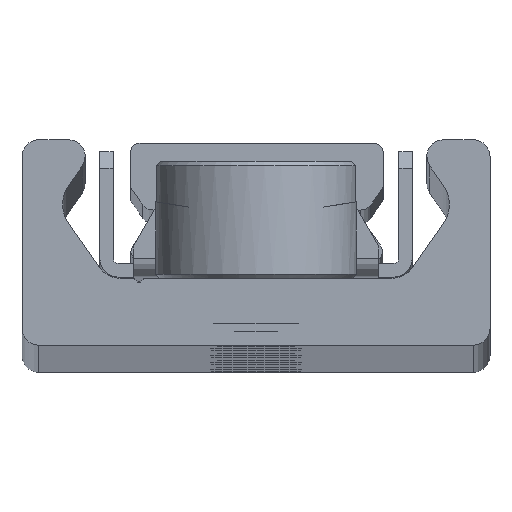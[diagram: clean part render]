
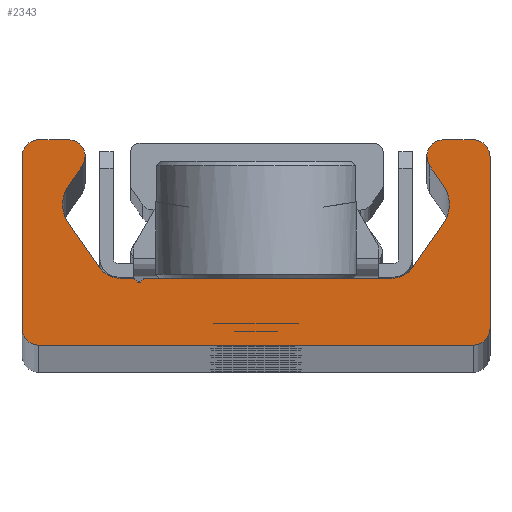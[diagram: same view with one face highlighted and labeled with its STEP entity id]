
A CAD part, top view. The second image highlights one B-rep face of the part: STEP entity #2343.
In plain terms, the highlighted planar face has unit normal (0, 0, 1).
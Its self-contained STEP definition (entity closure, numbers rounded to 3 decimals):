
#1431=CARTESIAN_POINT('',(-13.0,0.0,930.0));
#1432=VERTEX_POINT('',#1431);
#1433=CARTESIAN_POINT('',(-14.,1.0,930.0));
#1434=VERTEX_POINT('',#1433);
#1435=CARTESIAN_POINT('',(-13.0,1.0,930.0));
#1436=DIRECTION('',(0.0,0.0,-1.0));
#1437=DIRECTION('',(-1.0,0.0,0.0));
#1438=AXIS2_PLACEMENT_3D('',#1435,#1436,#1437);
#1439=CIRCLE('',#1438,1.0);
#1440=EDGE_CURVE('',#1432,#1434,#1439,.T.);
#1473=CARTESIAN_POINT('',(-14.,11.3,930.0));
#1474=VERTEX_POINT('',#1473);
#1475=CARTESIAN_POINT('',(-14.,1.0,930.0));
#1476=DIRECTION('',(0.0,1.0,0.0));
#1477=VECTOR('',#1476,10.3);
#1478=LINE('',#1475,#1477);
#1479=EDGE_CURVE('',#1434,#1474,#1478,.T.);
#1504=CARTESIAN_POINT('',(-13.0,12.3,930.0));
#1505=VERTEX_POINT('',#1504);
#1506=CARTESIAN_POINT('',(-13.0,11.3,930.0));
#1507=DIRECTION('',(0.0,0.0,-1.0));
#1508=DIRECTION('',(0.0,1.0,0.0));
#1509=AXIS2_PLACEMENT_3D('',#1506,#1507,#1508);
#1510=CIRCLE('',#1509,1.0);
#1511=EDGE_CURVE('',#1474,#1505,#1510,.T.);
#1537=CARTESIAN_POINT('',(-11.214,12.3,930.0));
#1538=VERTEX_POINT('',#1537);
#1539=CARTESIAN_POINT('',(-13.0,12.3,930.0));
#1540=DIRECTION('',(1.0,0.0,0.0));
#1541=VECTOR('',#1540,1.786);
#1542=LINE('',#1539,#1541);
#1543=EDGE_CURVE('',#1505,#1538,#1542,.T.);
#1568=CARTESIAN_POINT('',(-10.395,10.726,930.0));
#1569=VERTEX_POINT('',#1568);
#1570=CARTESIAN_POINT('',(-11.214,11.3,930.0));
#1571=DIRECTION('',(0.0,0.0,-1.0));
#1572=DIRECTION('',(0.819,-0.574,0.0));
#1573=AXIS2_PLACEMENT_3D('',#1570,#1571,#1572);
#1574=CIRCLE('',#1573,1.0);
#1575=EDGE_CURVE('',#1538,#1569,#1574,.T.);
#1601=CARTESIAN_POINT('',(-11.206,9.567,930.0));
#1602=VERTEX_POINT('',#1601);
#1603=CARTESIAN_POINT('',(-10.395,10.726,930.0));
#1604=DIRECTION('',(-0.574,-0.819,0.0));
#1605=VECTOR('',#1604,1.415);
#1606=LINE('',#1603,#1605);
#1607=EDGE_CURVE('',#1569,#1602,#1606,.T.);
#1632=CARTESIAN_POINT('',(-11.206,7.273,930.0));
#1633=VERTEX_POINT('',#1632);
#1634=CARTESIAN_POINT('',(-9.568,8.42,930.0));
#1635=DIRECTION('',(0.0,0.0,1.0));
#1636=DIRECTION('',(0.819,-0.574,0.0));
#1637=AXIS2_PLACEMENT_3D('',#1634,#1635,#1636);
#1638=CIRCLE('',#1637,2.0);
#1639=EDGE_CURVE('',#1602,#1633,#1638,.T.);
#1665=CARTESIAN_POINT('',(-9.363,4.64,930.0));
#1666=VERTEX_POINT('',#1665);
#1667=CARTESIAN_POINT('',(-11.206,7.273,930.0));
#1668=DIRECTION('',(0.574,-0.819,0.0));
#1669=VECTOR('',#1668,3.215);
#1670=LINE('',#1667,#1669);
#1671=EDGE_CURVE('',#1633,#1666,#1670,.T.);
#1696=CARTESIAN_POINT('',(-8.134,4.0,930.0));
#1697=VERTEX_POINT('',#1696);
#1698=CARTESIAN_POINT('',(-8.134,5.5,930.0));
#1699=DIRECTION('',(0.0,0.0,1.0));
#1700=DIRECTION('',(0.819,0.574,0.0));
#1701=AXIS2_PLACEMENT_3D('',#1698,#1699,#1700);
#1702=CIRCLE('',#1701,1.5);
#1703=EDGE_CURVE('',#1666,#1697,#1702,.T.);
#1729=CARTESIAN_POINT('',(-7.335,4.,930.0));
#1730=VERTEX_POINT('',#1729);
#1731=CARTESIAN_POINT('',(-8.134,4.0,930.0));
#1732=DIRECTION('',(1.0,0.0,0.0));
#1733=VECTOR('',#1732,0.798);
#1734=LINE('',#1731,#1733);
#1735=EDGE_CURVE('',#1697,#1730,#1734,.T.);
#1760=CARTESIAN_POINT('',(-7.24,3.929,930.0));
#1761=VERTEX_POINT('',#1760);
#1762=CARTESIAN_POINT('',(-7.335,3.9,930.0));
#1763=DIRECTION('',(0.0,0.0,-1.));
#1764=DIRECTION('',(0.958,0.286,0.0));
#1765=AXIS2_PLACEMENT_3D('',#1762,#1763,#1764);
#1766=CIRCLE('',#1765,0.1);
#1767=EDGE_CURVE('',#1730,#1761,#1766,.T.);
#1793=CARTESIAN_POINT('',(-6.76,3.929,930.0));
#1794=VERTEX_POINT('',#1793);
#1795=CARTESIAN_POINT('',(-7.,4.0,930.0));
#1796=DIRECTION('',(0.0,0.0,1.));
#1797=DIRECTION('',(0.958,0.286,0.0));
#1798=AXIS2_PLACEMENT_3D('',#1795,#1796,#1797);
#1799=CIRCLE('',#1798,0.25);
#1800=EDGE_CURVE('',#1761,#1794,#1799,.T.);
#1826=CARTESIAN_POINT('',(-6.665,4.,930.0));
#1827=VERTEX_POINT('',#1826);
#1828=CARTESIAN_POINT('',(-6.665,3.9,930.0));
#1829=DIRECTION('',(0.0,0.0,-1.0));
#1830=DIRECTION('',(0.0,1.0,0.0));
#1831=AXIS2_PLACEMENT_3D('',#1828,#1829,#1830);
#1832=CIRCLE('',#1831,0.1);
#1833=EDGE_CURVE('',#1794,#1827,#1832,.T.);
#1859=CARTESIAN_POINT('',(8.134,4.,930.0));
#1860=VERTEX_POINT('',#1859);
#1861=CARTESIAN_POINT('',(-6.665,4.,930.0));
#1862=DIRECTION('',(1.0,0.0,0.0));
#1863=VECTOR('',#1862,14.798);
#1864=LINE('',#1861,#1863);
#1865=EDGE_CURVE('',#1827,#1860,#1864,.T.);
#1932=CARTESIAN_POINT('',(9.363,4.64,930.0));
#1933=VERTEX_POINT('',#1932);
#1934=CARTESIAN_POINT('',(8.134,5.5,930.0));
#1935=DIRECTION('',(0.0,0.0,1.0));
#1936=DIRECTION('',(0.0,1.0,0.0));
#1937=AXIS2_PLACEMENT_3D('',#1934,#1935,#1936);
#1938=CIRCLE('',#1937,1.5);
#1939=EDGE_CURVE('',#1860,#1933,#1938,.T.);
#1965=CARTESIAN_POINT('',(11.206,7.273,930.0));
#1966=VERTEX_POINT('',#1965);
#1967=CARTESIAN_POINT('',(9.363,4.64,930.0));
#1968=DIRECTION('',(0.574,0.819,0.0));
#1969=VECTOR('',#1968,3.215);
#1970=LINE('',#1967,#1969);
#1971=EDGE_CURVE('',#1933,#1966,#1970,.T.);
#1996=CARTESIAN_POINT('',(11.206,9.567,930.0));
#1997=VERTEX_POINT('',#1996);
#1998=CARTESIAN_POINT('',(9.568,8.42,930.0));
#1999=DIRECTION('',(0.0,0.0,1.));
#2000=DIRECTION('',(-0.819,0.574,0.0));
#2001=AXIS2_PLACEMENT_3D('',#1998,#1999,#2000);
#2002=CIRCLE('',#2001,2.0);
#2003=EDGE_CURVE('',#1966,#1997,#2002,.T.);
#2029=CARTESIAN_POINT('',(10.395,10.726,930.0));
#2030=VERTEX_POINT('',#2029);
#2031=CARTESIAN_POINT('',(11.206,9.567,930.0));
#2032=DIRECTION('',(-0.574,0.819,0.0));
#2033=VECTOR('',#2032,1.415);
#2034=LINE('',#2031,#2033);
#2035=EDGE_CURVE('',#1997,#2030,#2034,.T.);
#2060=CARTESIAN_POINT('',(11.214,12.3,930.0));
#2061=VERTEX_POINT('',#2060);
#2062=CARTESIAN_POINT('',(11.214,11.3,930.0));
#2063=DIRECTION('',(0.0,0.0,-1.0));
#2064=DIRECTION('',(0.0,1.0,0.0));
#2065=AXIS2_PLACEMENT_3D('',#2062,#2063,#2064);
#2066=CIRCLE('',#2065,1.0);
#2067=EDGE_CURVE('',#2030,#2061,#2066,.T.);
#2093=CARTESIAN_POINT('',(13.0,12.3,930.0));
#2094=VERTEX_POINT('',#2093);
#2095=CARTESIAN_POINT('',(11.214,12.3,930.0));
#2096=DIRECTION('',(1.0,0.0,0.0));
#2097=VECTOR('',#2096,1.786);
#2098=LINE('',#2095,#2097);
#2099=EDGE_CURVE('',#2061,#2094,#2098,.T.);
#2124=CARTESIAN_POINT('',(14.,11.3,930.0));
#2125=VERTEX_POINT('',#2124);
#2126=CARTESIAN_POINT('',(13.0,11.3,930.0));
#2127=DIRECTION('',(0.0,0.0,-1.0));
#2128=DIRECTION('',(1.0,0.0,0.0));
#2129=AXIS2_PLACEMENT_3D('',#2126,#2127,#2128);
#2130=CIRCLE('',#2129,1.0);
#2131=EDGE_CURVE('',#2094,#2125,#2130,.T.);
#2157=CARTESIAN_POINT('',(14.,1.0,930.0));
#2158=VERTEX_POINT('',#2157);
#2159=CARTESIAN_POINT('',(14.,11.3,930.0));
#2160=DIRECTION('',(0.0,-1.0,0.0));
#2161=VECTOR('',#2160,10.3);
#2162=LINE('',#2159,#2161);
#2163=EDGE_CURVE('',#2125,#2158,#2162,.T.);
#2188=CARTESIAN_POINT('',(13.0,0.0,930.0));
#2189=VERTEX_POINT('',#2188);
#2190=CARTESIAN_POINT('',(13.0,1.0,930.0));
#2191=DIRECTION('',(0.0,0.0,-1.0));
#2192=DIRECTION('',(0.0,-1.0,0.0));
#2193=AXIS2_PLACEMENT_3D('',#2190,#2191,#2192);
#2194=CIRCLE('',#2193,1.0);
#2195=EDGE_CURVE('',#2158,#2189,#2194,.T.);
#2221=CARTESIAN_POINT('',(13.0,0.0,930.0));
#2222=DIRECTION('',(-1.0,0.0,0.0));
#2223=VECTOR('',#2222,26.0);
#2224=LINE('',#2221,#2223);
#2225=EDGE_CURVE('',#2189,#1432,#2224,.T.);
#2312=CARTESIAN_POINT('',(-0.017,4.731,930.0));
#2313=DIRECTION('',(0.0,0.0,1.0));
#2314=DIRECTION('',(1.0,0.0,0.0));
#2315=AXIS2_PLACEMENT_3D('',#2312,#2313,#2314);
#2316=PLANE('',#2315);
#2317=ORIENTED_EDGE('',*,*,#1440,.F.);
#2318=ORIENTED_EDGE('',*,*,#2225,.F.);
#2319=ORIENTED_EDGE('',*,*,#2195,.F.);
#2320=ORIENTED_EDGE('',*,*,#2163,.F.);
#2321=ORIENTED_EDGE('',*,*,#2131,.F.);
#2322=ORIENTED_EDGE('',*,*,#2099,.F.);
#2323=ORIENTED_EDGE('',*,*,#2067,.F.);
#2324=ORIENTED_EDGE('',*,*,#2035,.F.);
#2325=ORIENTED_EDGE('',*,*,#2003,.F.);
#2326=ORIENTED_EDGE('',*,*,#1971,.F.);
#2327=ORIENTED_EDGE('',*,*,#1939,.F.);
#2328=ORIENTED_EDGE('',*,*,#1865,.F.);
#2329=ORIENTED_EDGE('',*,*,#1833,.F.);
#2330=ORIENTED_EDGE('',*,*,#1800,.F.);
#2331=ORIENTED_EDGE('',*,*,#1767,.F.);
#2332=ORIENTED_EDGE('',*,*,#1735,.F.);
#2333=ORIENTED_EDGE('',*,*,#1703,.F.);
#2334=ORIENTED_EDGE('',*,*,#1671,.F.);
#2335=ORIENTED_EDGE('',*,*,#1639,.F.);
#2336=ORIENTED_EDGE('',*,*,#1607,.F.);
#2337=ORIENTED_EDGE('',*,*,#1575,.F.);
#2338=ORIENTED_EDGE('',*,*,#1543,.F.);
#2339=ORIENTED_EDGE('',*,*,#1511,.F.);
#2340=ORIENTED_EDGE('',*,*,#1479,.F.);
#2341=EDGE_LOOP('',(#2317,#2318,#2319,#2320,#2321,#2322,#2323,#2324,#2325,#2326,#2327,#2328,#2329,#2330,#2331,#2332,#2333,#2334,#2335,#2336,#2337,#2338,#2339,#2340));
#2342=FACE_OUTER_BOUND('',#2341,.T.);
#2343=ADVANCED_FACE('',(#2342),#2316,.T.);
